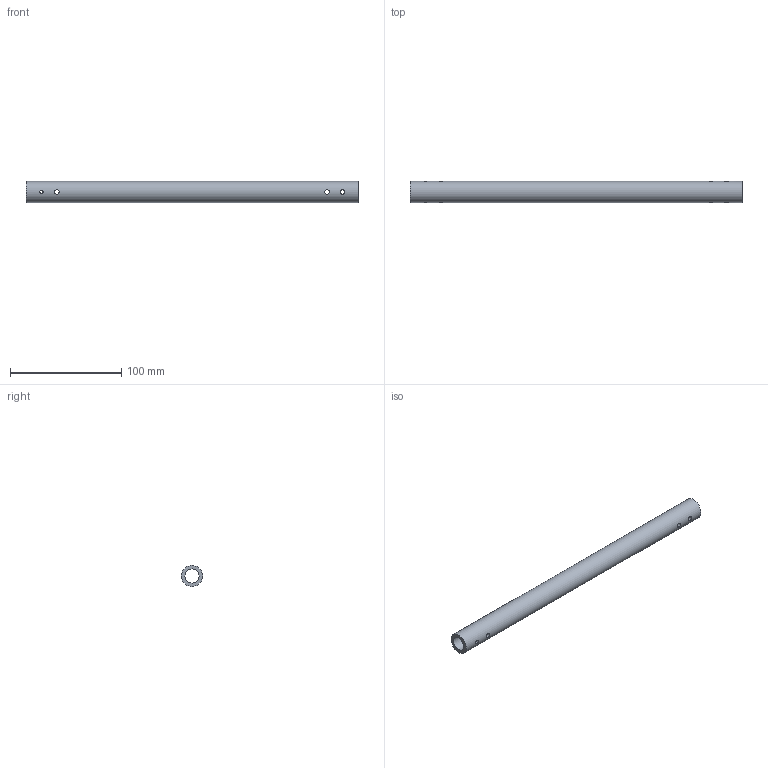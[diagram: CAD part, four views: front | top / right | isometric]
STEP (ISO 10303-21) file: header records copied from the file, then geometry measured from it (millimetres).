
FILE_DESCRIPTION(/* description */ ('STEP AP214'),/* implementation_level */ '2;1');
FILE_NAME(/* name */ '62526892ecdeb77adb8bca60',/* time_stamp */ '2022-04-10T05:18:10+00:00',/* author */ (''),/* organization */ (''),/* preprocessor_version */ 'ST-DEVELOPER v18.101',/* originating_system */ ' ',/* authorisation */ ' ');
FILE_SCHEMA (('AUTOMOTIVE_DESIGN {1 0 10303 214 3 1 1}'));
Length unit declared in the file: metre
Products named in the file (1): Part 358
Bounding box: 298.05 x 19.05 x 19.05 mm (x, y, z)
Volume: 46899 mm3; surface area: 30169.4 mm2
Topology: 1 solids, 1 shells, 12 faces, 50 edges, 32 vertices
Faces by surface type: cylinder 10, plane 2
Full cylindrical faces by diameter (mm): 3.175 x2, 4.039 x6, 12.7 x1, 19.05 x1
Entity records: 502 total; most frequent: CARTESIAN_POINT 213, ORIENTED_EDGE 40, EDGE_LOOP 40, FACE_BOUND 40, DIRECTION 34, EDGE_CURVE 20, VERTEX_POINT 20, AXIS2_PLACEMENT_3D 17
